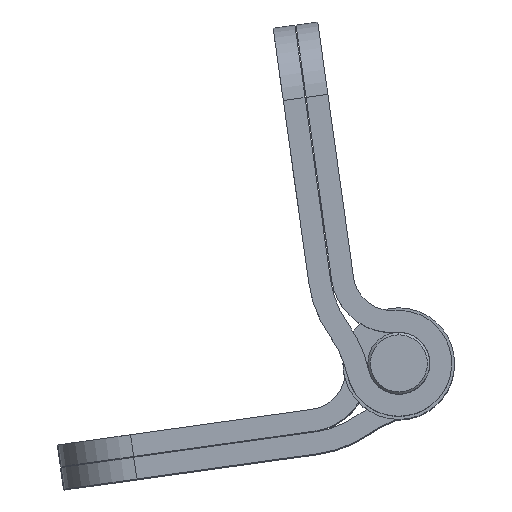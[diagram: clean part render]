
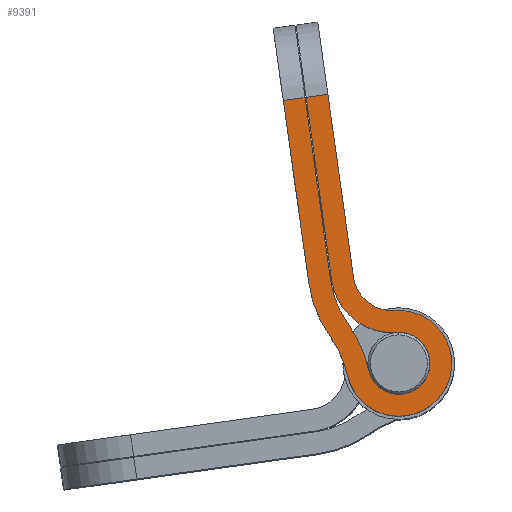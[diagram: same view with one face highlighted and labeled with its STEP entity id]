
A CAD part, top view. The second image highlights one B-rep face of the part: STEP entity #9391.
In plain terms, the highlighted planar face has unit normal (0, 0, 1).
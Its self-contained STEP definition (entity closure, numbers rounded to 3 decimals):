
#131 = CARTESIAN_POINT ( 'NONE',  ( 52.735, 0.166, 30. ) ) ;
#217 = EDGE_CURVE ( 'NONE', #9588, #12934, #12734, .T. ) ;
#333 = LINE ( 'NONE', #15849, #13106 ) ;
#550 = DIRECTION ( 'NONE',  ( 0., 0., 1. ) ) ;
#725 = EDGE_CURVE ( 'NONE', #11411, #4771, #15918, .T. ) ;
#954 = DIRECTION ( 'NONE',  ( 0., 0., -1. ) ) ;
#1339 = ORIENTED_EDGE ( 'NONE', *, *, #12714, .T. ) ;
#1377 = VERTEX_POINT ( 'NONE', #14196 ) ;
#1457 = VECTOR ( 'NONE', #15805, 1000. ) ;
#1656 = ORIENTED_EDGE ( 'NONE', *, *, #15650, .T. ) ;
#1733 = EDGE_CURVE ( 'NONE', #10145, #11759, #11549, .T. ) ;
#1749 = DIRECTION ( 'NONE',  ( 1., 0., 0. ) ) ;
#1780 = CARTESIAN_POINT ( 'NONE',  ( 52.735, 4.666, 30. ) ) ;
#2090 = CARTESIAN_POINT ( 'NONE',  ( 52.735, 19.936, 30. ) ) ;
#2281 = CIRCLE ( 'NONE', #6994, 20.5 ) ;
#2286 = VERTEX_POINT ( 'NONE', #4912 ) ;
#2365 = CARTESIAN_POINT ( 'NONE',  ( 52.735, -0.064, 30. ) ) ;
#2501 = EDGE_CURVE ( 'NONE', #9478, #5238, #14426, .T. ) ;
#2644 = CARTESIAN_POINT ( 'NONE',  ( 60.718, 12.144, 30. ) ) ;
#2737 = FACE_OUTER_BOUND ( 'NONE', #15901, .T. ) ;
#2911 = DIRECTION ( 'NONE',  ( 1., 0., 0. ) ) ;
#3069 = LINE ( 'NONE', #14724, #15443 ) ;
#3205 = EDGE_CURVE ( 'NONE', #2286, #8522, #13207, .T. ) ;
#3224 = AXIS2_PLACEMENT_3D ( 'NONE', #10521, #11631, #14303 ) ;
#3445 = CARTESIAN_POINT ( 'NONE',  ( 71.545, 11.436, 30. ) ) ;
#3500 = AXIS2_PLACEMENT_3D ( 'NONE', #5620, #4387, #8061 ) ;
#3618 = EDGE_CURVE ( 'NONE', #12934, #7316, #10469, .T. ) ;
#3775 = CARTESIAN_POINT ( 'NONE',  ( 52.735, 12.666, 30. ) ) ;
#4120 = VERTEX_POINT ( 'NONE', #9656 ) ;
#4363 = CARTESIAN_POINT ( 'NONE',  ( 52.735, -0.064, 30. ) ) ;
#4387 = DIRECTION ( 'NONE',  ( 0., 0., -1. ) ) ;
#4477 = CARTESIAN_POINT ( 'NONE',  ( 14.895, -5.334, 30. ) ) ;
#4736 = CARTESIAN_POINT ( 'NONE',  ( 52.735, 19.936, 30. ) ) ;
#4771 = VERTEX_POINT ( 'NONE', #9443 ) ;
#4912 = CARTESIAN_POINT ( 'NONE',  ( 14.895, 0.166, 30. ) ) ;
#5159 = ORIENTED_EDGE ( 'NONE', *, *, #6887, .T. ) ;
#5231 = CIRCLE ( 'NONE', #5283, 10.85 ) ;
#5238 = VERTEX_POINT ( 'NONE', #6843 ) ;
#5283 = AXIS2_PLACEMENT_3D ( 'NONE', #3445, #11082, #7313 ) ;
#5620 = CARTESIAN_POINT ( 'NONE',  ( 52.735, 19.936, 30. ) ) ;
#6359 = VECTOR ( 'NONE', #13336, 1000. ) ;
#6798 = CARTESIAN_POINT ( 'NONE',  ( 52.735, 0.166, 30. ) ) ;
#6843 = CARTESIAN_POINT ( 'NONE',  ( 64.199, -1.716, 30. ) ) ;
#6864 = CIRCLE ( 'NONE', #8286, 25. ) ;
#6887 = EDGE_CURVE ( 'NONE', #16362, #9588, #5231, .T. ) ;
#6994 = AXIS2_PLACEMENT_3D ( 'NONE', #8085, #9421, #2911 ) ;
#7245 = PLANE ( 'NONE',  #15927 ) ;
#7313 = DIRECTION ( 'NONE',  ( 1., 0., 0. ) ) ;
#7316 = VERTEX_POINT ( 'NONE', #13468 ) ;
#7727 = AXIS2_PLACEMENT_3D ( 'NONE', #9930, #954, #8577 ) ;
#7765 = ORIENTED_EDGE ( 'NONE', *, *, #15453, .T. ) ;
#7896 = CIRCLE ( 'NONE', #3224, 12.5 ) ;
#7977 = ORIENTED_EDGE ( 'NONE', *, *, #8876, .F. ) ;
#8058 = EDGE_CURVE ( 'NONE', #4120, #1377, #15924, .T. ) ;
#8061 = DIRECTION ( 'NONE',  ( 1., 0., 0. ) ) ;
#8077 = VECTOR ( 'NONE', #1749, 1000. ) ;
#8085 = CARTESIAN_POINT ( 'NONE',  ( 73.792, -19.834, 30. ) ) ;
#8162 = CARTESIAN_POINT ( 'NONE',  ( 62.094, 2.261, 30. ) ) ;
#8250 = DIRECTION ( 'NONE',  ( 0., 1., 0. ) ) ;
#8286 = AXIS2_PLACEMENT_3D ( 'NONE', #12348, #11318, #8514 ) ;
#8446 = VECTOR ( 'NONE', #9349, 1000. ) ;
#8514 = DIRECTION ( 'NONE',  ( 1., 0., 0. ) ) ;
#8522 = VERTEX_POINT ( 'NONE', #131 ) ;
#8577 = DIRECTION ( 'NONE',  ( 1., 0., 0. ) ) ;
#8876 = EDGE_CURVE ( 'NONE', #2286, #7316, #333, .T. ) ;
#9349 = DIRECTION ( 'NONE',  ( -1., 0., 0. ) ) ;
#9391 = ADVANCED_FACE ( 'NONE', ( #2737 ), #7245, .T. ) ;
#9421 = DIRECTION ( 'NONE',  ( 0., 0., -1. ) ) ;
#9443 = CARTESIAN_POINT ( 'NONE',  ( 14.895, -0.064, 30. ) ) ;
#9478 = VERTEX_POINT ( 'NONE', #9838 ) ;
#9588 = VERTEX_POINT ( 'NONE', #2644 ) ;
#9656 = CARTESIAN_POINT ( 'NONE',  ( 65.208, 11.85, 30. ) ) ;
#9809 = ORIENTED_EDGE ( 'NONE', *, *, #15201, .T. ) ;
#9838 = CARTESIAN_POINT ( 'NONE',  ( 52.735, -4.564, 30. ) ) ;
#9930 = CARTESIAN_POINT ( 'NONE',  ( 71.545, 11.436, 30. ) ) ;
#9978 = DIRECTION ( 'NONE',  ( 0., 0., -1. ) ) ;
#10145 = VERTEX_POINT ( 'NONE', #8162 ) ;
#10469 = LINE ( 'NONE', #1780, #8446 ) ;
#10521 = CARTESIAN_POINT ( 'NONE',  ( 52.735, 12.666, 30. ) ) ;
#10572 = EDGE_CURVE ( 'NONE', #5238, #16362, #2281, .T. ) ;
#11082 = DIRECTION ( 'NONE',  ( 0., 0., 1. ) ) ;
#11213 = CARTESIAN_POINT ( 'NONE',  ( 72.323, 0.614, 30. ) ) ;
#11277 = LINE ( 'NONE', #4363, #1457 ) ;
#11318 = DIRECTION ( 'NONE',  ( 0., 0., 1. ) ) ;
#11411 = VERTEX_POINT ( 'NONE', #14886 ) ;
#11549 = CIRCLE ( 'NONE', #3500, 20. ) ;
#11631 = DIRECTION ( 'NONE',  ( 0., 0., 1. ) ) ;
#11759 = VERTEX_POINT ( 'NONE', #2365 ) ;
#11993 = AXIS2_PLACEMENT_3D ( 'NONE', #4736, #550, #12077 ) ;
#12077 = DIRECTION ( 'NONE',  ( 1., 0., 0. ) ) ;
#12106 = ORIENTED_EDGE ( 'NONE', *, *, #3205, .T. ) ;
#12166 = DIRECTION ( 'NONE',  ( 0., 0., 1. ) ) ;
#12299 = CARTESIAN_POINT ( 'NONE',  ( 52.735, 4.666, 30. ) ) ;
#12348 = CARTESIAN_POINT ( 'NONE',  ( 73.792, -19.834, 30. ) ) ;
#12714 = EDGE_CURVE ( 'NONE', #8522, #4120, #7896, .T. ) ;
#12734 = CIRCLE ( 'NONE', #14706, 8. ) ;
#12934 = VERTEX_POINT ( 'NONE', #12299 ) ;
#13106 = VECTOR ( 'NONE', #8250, 1000. ) ;
#13207 = LINE ( 'NONE', #6798, #8077 ) ;
#13336 = DIRECTION ( 'NONE',  ( 0., 1., 0. ) ) ;
#13466 = DIRECTION ( 'NONE',  ( 1., 0., 0. ) ) ;
#13468 = CARTESIAN_POINT ( 'NONE',  ( 14.895, 4.666, 30. ) ) ;
#13487 = DIRECTION ( 'NONE',  ( 1., 0., 0. ) ) ;
#13572 = ORIENTED_EDGE ( 'NONE', *, *, #8058, .T. ) ;
#13926 = ORIENTED_EDGE ( 'NONE', *, *, #217, .T. ) ;
#14196 = CARTESIAN_POINT ( 'NONE',  ( 72., 5.102, 30. ) ) ;
#14303 = DIRECTION ( 'NONE',  ( 1., 0., 0. ) ) ;
#14426 = CIRCLE ( 'NONE', #11993, 24.5 ) ;
#14511 = ORIENTED_EDGE ( 'NONE', *, *, #2501, .T. ) ;
#14685 = ORIENTED_EDGE ( 'NONE', *, *, #1733, .T. ) ;
#14706 = AXIS2_PLACEMENT_3D ( 'NONE', #3775, #9978, #16497 ) ;
#14724 = CARTESIAN_POINT ( 'NONE',  ( 52.735, -4.564, 30. ) ) ;
#14759 = ORIENTED_EDGE ( 'NONE', *, *, #3618, .T. ) ;
#14886 = CARTESIAN_POINT ( 'NONE',  ( 14.895, -4.564, 30. ) ) ;
#15201 = EDGE_CURVE ( 'NONE', #11411, #9478, #3069, .T. ) ;
#15443 = VECTOR ( 'NONE', #13487, 1000. ) ;
#15453 = EDGE_CURVE ( 'NONE', #11759, #4771, #11277, .T. ) ;
#15650 = EDGE_CURVE ( 'NONE', #1377, #10145, #6864, .T. ) ;
#15778 = ORIENTED_EDGE ( 'NONE', *, *, #10572, .T. ) ;
#15805 = DIRECTION ( 'NONE',  ( -1., 0., 0. ) ) ;
#15849 = CARTESIAN_POINT ( 'NONE',  ( 14.895, -5.334, 30. ) ) ;
#15901 = EDGE_LOOP ( 'NONE', ( #15907, #9809, #14511, #15778, #5159, #13926, #14759, #7977, #12106, #1339, #13572, #1656, #14685, #7765 ) ) ;
#15907 = ORIENTED_EDGE ( 'NONE', *, *, #725, .F. ) ;
#15918 = LINE ( 'NONE', #4477, #6359 ) ;
#15924 = CIRCLE ( 'NONE', #7727, 6.35 ) ;
#15927 = AXIS2_PLACEMENT_3D ( 'NONE', #2090, #12166, #13466 ) ;
#16362 = VERTEX_POINT ( 'NONE', #11213 ) ;
#16497 = DIRECTION ( 'NONE',  ( 1., 0., 0. ) ) ;
